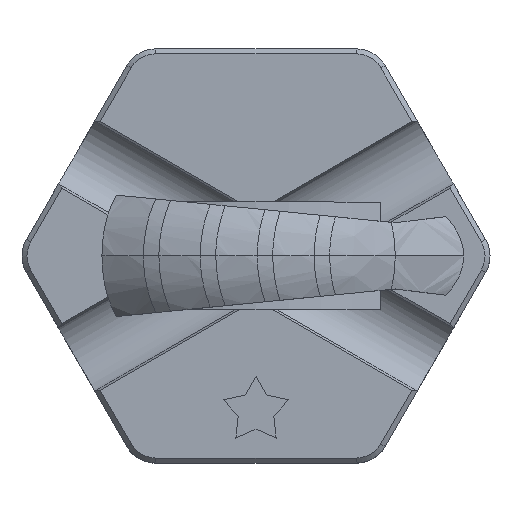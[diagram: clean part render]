
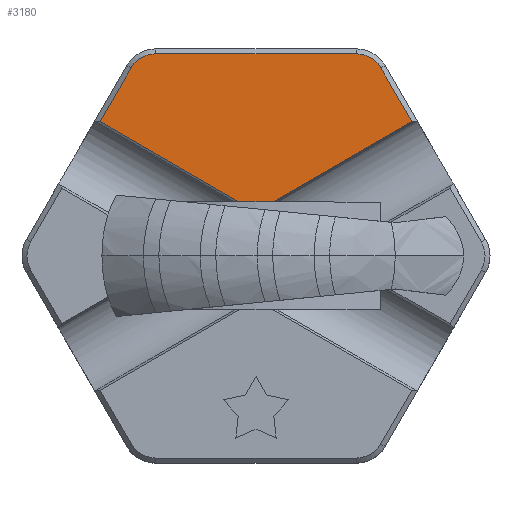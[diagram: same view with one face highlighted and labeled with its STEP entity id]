
A CAD part, top view. The second image highlights one B-rep face of the part: STEP entity #3180.
In plain terms, the highlighted planar face has unit normal (0, 0, 1).
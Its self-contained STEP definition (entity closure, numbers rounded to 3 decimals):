
#148=CIRCLE('',#3406,3.4);
#149=CIRCLE('',#3407,3.4);
#208=PLANE('',#3405);
#361=FACE_OUTER_BOUND('',#547,.T.);
#547=EDGE_LOOP('',(#2528,#2529,#2530,#2531,#2532,#2533,#2534));
#763=LINE('',#5620,#1077);
#765=LINE('',#5624,#1079);
#767=LINE('',#5628,#1081);
#770=LINE('',#5634,#1084);
#771=LINE('',#5638,#1085);
#1077=VECTOR('',#3873,10.);
#1079=VECTOR('',#3877,10.);
#1081=VECTOR('',#3881,10.);
#1084=VECTOR('',#3886,10.);
#1085=VECTOR('',#3889,10.);
#1485=VERTEX_POINT('',#5617);
#1486=VERTEX_POINT('',#5619);
#1487=VERTEX_POINT('',#5623);
#1488=VERTEX_POINT('',#5627);
#1490=VERTEX_POINT('',#5633);
#1491=VERTEX_POINT('',#5635);
#1492=VERTEX_POINT('',#5637);
#1855=EDGE_CURVE('',#1485,#1486,#763,.T.);
#1857=EDGE_CURVE('',#1486,#1487,#765,.T.);
#1859=EDGE_CURVE('',#1487,#1488,#767,.T.);
#1862=EDGE_CURVE('',#1490,#1485,#770,.T.);
#1863=EDGE_CURVE('',#1491,#1490,#148,.T.);
#1864=EDGE_CURVE('',#1492,#1491,#771,.T.);
#1865=EDGE_CURVE('',#1488,#1492,#149,.T.);
#2528=ORIENTED_EDGE('',*,*,#1857,.F.);
#2529=ORIENTED_EDGE('',*,*,#1855,.F.);
#2530=ORIENTED_EDGE('',*,*,#1862,.F.);
#2531=ORIENTED_EDGE('',*,*,#1863,.F.);
#2532=ORIENTED_EDGE('',*,*,#1864,.F.);
#2533=ORIENTED_EDGE('',*,*,#1865,.F.);
#2534=ORIENTED_EDGE('',*,*,#1859,.F.);
#3180=ADVANCED_FACE('',(#361),#208,.T.);
#3405=AXIS2_PLACEMENT_3D('',#5632,#3884,#3885);
#3406=AXIS2_PLACEMENT_3D('',#5636,#3887,#3888);
#3407=AXIS2_PLACEMENT_3D('',#5639,#3890,#3891);
#3873=DIRECTION('',(-0.866,-0.5,0.));
#3877=DIRECTION('',(-0.866,0.5,0.));
#3881=DIRECTION('',(0.5,0.866,0.));
#3884=DIRECTION('center_axis',(0.,0.,1.));
#3885=DIRECTION('ref_axis',(1.,0.,0.));
#3886=DIRECTION('',(0.5,-0.866,0.));
#3887=DIRECTION('center_axis',(0.,0.,-1.));
#3888=DIRECTION('ref_axis',(0.5,0.866,0.));
#3889=DIRECTION('',(1.,0.,0.));
#3890=DIRECTION('center_axis',(0.,0.,-1.));
#3891=DIRECTION('ref_axis',(-0.5,0.866,0.));
#5617=CARTESIAN_POINT('',(18.817,16.208,10.));
#5619=CARTESIAN_POINT('',(0.,5.344,10.));
#5620=CARTESIAN_POINT('',(19.337,16.508,10.));
#5623=CARTESIAN_POINT('',(-18.817,16.208,10.));
#5624=CARTESIAN_POINT('',(-19.337,16.508,10.));
#5627=CARTESIAN_POINT('',(-15.069,22.7,10.));
#5628=CARTESIAN_POINT('',(-17.523,18.45,10.));
#5632=CARTESIAN_POINT('Origin',(0.,0.,10.));
#5633=CARTESIAN_POINT('',(15.069,22.7,10.));
#5634=CARTESIAN_POINT('',(24.739,5.95,10.));
#5635=CARTESIAN_POINT('',(12.124,24.4,10.));
#5636=CARTESIAN_POINT('Origin',(12.124,21.,10.));
#5637=CARTESIAN_POINT('',(-12.124,24.4,10.));
#5638=CARTESIAN_POINT('',(7.217,24.4,10.));
#5639=CARTESIAN_POINT('Origin',(-12.124,21.,10.));
